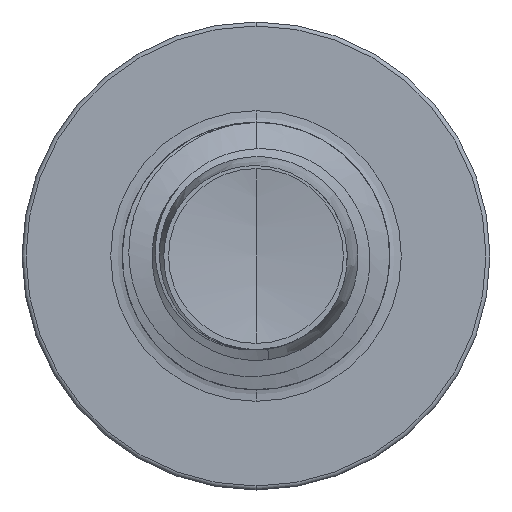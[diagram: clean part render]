
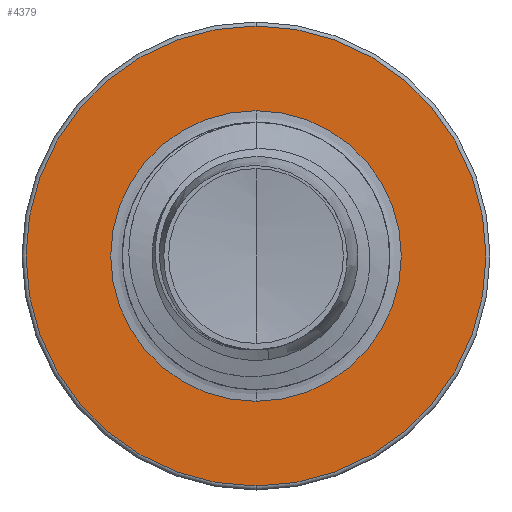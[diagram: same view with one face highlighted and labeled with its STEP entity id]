
A CAD part, front view. The second image highlights one B-rep face of the part: STEP entity #4379.
In plain terms, the highlighted planar face has unit normal (0, -1, 0).
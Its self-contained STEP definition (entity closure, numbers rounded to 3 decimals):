
#330 = AXIS2_PLACEMENT_3D ( 'NONE', #22939, #12216, #1031 ) ;
#579 = AXIS2_PLACEMENT_3D ( 'NONE', #23792, #13090, #1954 ) ;
#652 = CARTESIAN_POINT ( 'NONE',  ( 0., 8.5, -3.44 ) ) ;
#1012 = EDGE_LOOP ( 'NONE', ( #2404, #3003 ) ) ;
#1031 = DIRECTION ( 'NONE',  ( 0., 0., 1. ) ) ;
#1037 = EDGE_LOOP ( 'NONE', ( #2093, #2116 ) ) ;
#1470 = DIRECTION ( 'NONE',  ( 0., 1., 0. ) ) ;
#1954 = DIRECTION ( 'NONE',  ( 0., 0., 1. ) ) ;
#2093 = ORIENTED_EDGE ( 'NONE', *, *, #16282, .F. ) ;
#2116 = ORIENTED_EDGE ( 'NONE', *, *, #13397, .F. ) ;
#2404 = ORIENTED_EDGE ( 'NONE', *, *, #13319, .T. ) ;
#2917 = CIRCLE ( 'NONE', #18085, 3.44 ) ;
#3003 = ORIENTED_EDGE ( 'NONE', *, *, #7916, .T. ) ;
#3044 = CARTESIAN_POINT ( 'NONE',  ( 0., 8.5, -2.174 ) ) ;
#3520 = CIRCLE ( 'NONE', #10886, 2.174 ) ;
#3829 = CARTESIAN_POINT ( 'NONE',  ( 0., 8.5, -2.174 ) ) ;
#4379 = ADVANCED_FACE ( 'NONE', ( #13728, #22073 ), #16654, .F. ) ;
#4803 = CARTESIAN_POINT ( 'NONE',  ( 0., 8.5, 0. ) ) ;
#5305 = CIRCLE ( 'NONE', #330, 3.44 ) ;
#6676 = DIRECTION ( 'NONE',  ( 0., 0., 1. ) ) ;
#7916 = EDGE_CURVE ( 'NONE', #13504, #11039, #18783, .T. ) ;
#9390 = DIRECTION ( 'NONE',  ( 0., 0., 1. ) ) ;
#10377 = AXIS2_PLACEMENT_3D ( 'NONE', #3829, #20290, #9390 ) ;
#10886 = AXIS2_PLACEMENT_3D ( 'NONE', #4803, #17637, #6676 ) ;
#11039 = VERTEX_POINT ( 'NONE', #21060 ) ;
#12216 = DIRECTION ( 'NONE',  ( 0., 1., 0. ) ) ;
#12627 = CARTESIAN_POINT ( 'NONE',  ( 0., 8.5, 0. ) ) ;
#13090 = DIRECTION ( 'NONE',  ( 0., 1., 0. ) ) ;
#13319 = EDGE_CURVE ( 'NONE', #11039, #13504, #3520, .T. ) ;
#13397 = EDGE_CURVE ( 'NONE', #22422, #19697, #5305, .T. ) ;
#13504 = VERTEX_POINT ( 'NONE', #3044 ) ;
#13728 = FACE_OUTER_BOUND ( 'NONE', #1037, .T. ) ;
#14476 = DIRECTION ( 'NONE',  ( 0., 0., 1. ) ) ;
#16282 = EDGE_CURVE ( 'NONE', #19697, #22422, #2917, .T. ) ;
#16654 = PLANE ( 'NONE',  #10377 ) ;
#17637 = DIRECTION ( 'NONE',  ( 0., 1., 0. ) ) ;
#18085 = AXIS2_PLACEMENT_3D ( 'NONE', #12627, #1470, #14476 ) ;
#18783 = CIRCLE ( 'NONE', #579, 2.174 ) ;
#18830 = CARTESIAN_POINT ( 'NONE',  ( 0., 8.5, 3.44 ) ) ;
#19697 = VERTEX_POINT ( 'NONE', #18830 ) ;
#20290 = DIRECTION ( 'NONE',  ( 0., 1., 0. ) ) ;
#21060 = CARTESIAN_POINT ( 'NONE',  ( 0., 8.5, 2.174 ) ) ;
#22073 = FACE_BOUND ( 'NONE', #1012, .T. ) ;
#22422 = VERTEX_POINT ( 'NONE', #652 ) ;
#22939 = CARTESIAN_POINT ( 'NONE',  ( 0., 8.5, 0. ) ) ;
#23792 = CARTESIAN_POINT ( 'NONE',  ( 0., 8.5, 0. ) ) ;
